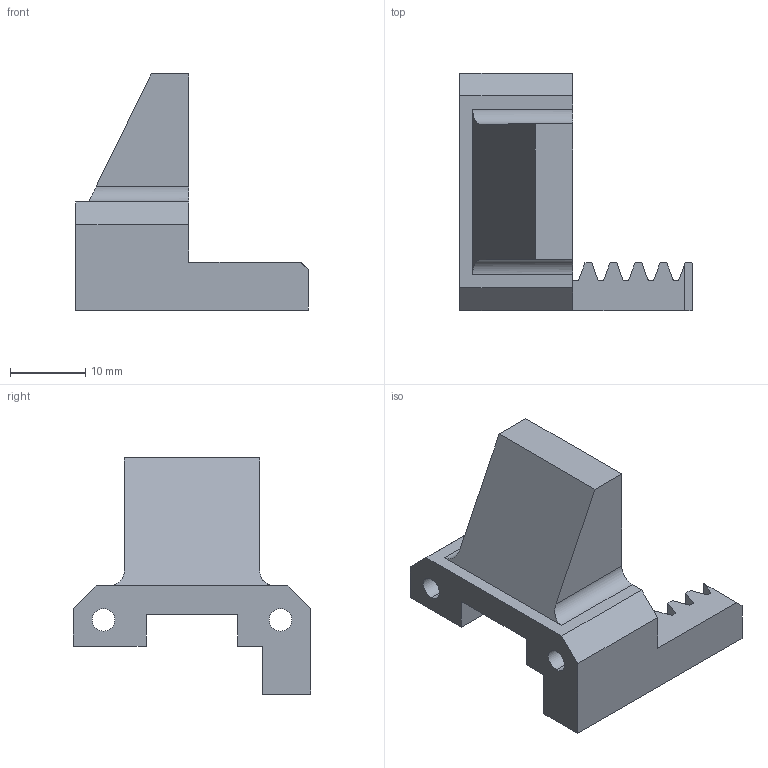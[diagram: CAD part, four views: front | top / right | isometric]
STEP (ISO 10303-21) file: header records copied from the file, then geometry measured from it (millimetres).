
FILE_DESCRIPTION (( 'STEP AP214' ), '1' );
FILE_NAME ('SG1_jaw2.STEP', '2022-08-11T19:31:54', ( '' ), ( '' ), 'SwSTEP 2.0', 'SolidWorks 2021', '' );
FILE_SCHEMA (( 'AUTOMOTIVE_DESIGN' ));
Length unit declared in the file: millimetre
Products named in the file (1): SG1_jaw2
Bounding box: 30.86 x 31.5 x 31.35 mm (x, y, z)
Volume: 6514 mm3; surface area: 3504.8 mm2
Topology: 1 solids, 1 shells, 82 faces, 239 edges, 159 vertices
Faces by surface type: plane 58, cylinder 24
Entity records: 2743 total; most frequent: CARTESIAN_POINT 487, ORIENTED_EDGE 478, DIRECTION 449, EDGE_CURVE 239, LINE 191, VECTOR 191, VERTEX_POINT 159, AXIS2_PLACEMENT_3D 129
